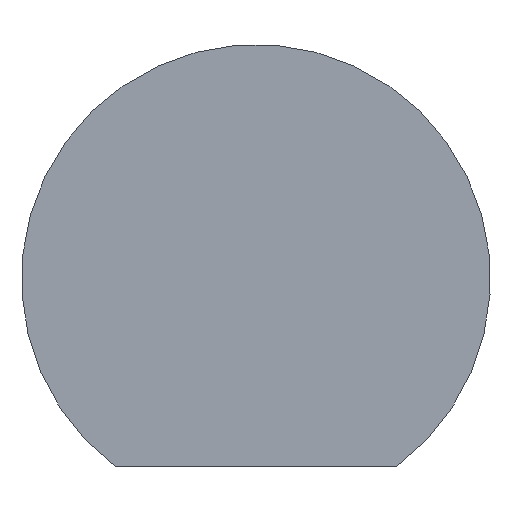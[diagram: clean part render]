
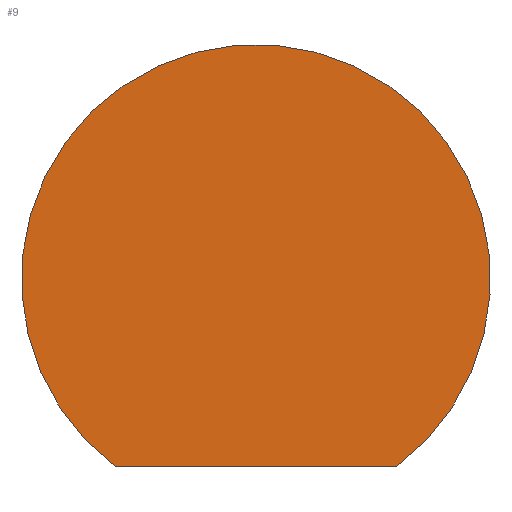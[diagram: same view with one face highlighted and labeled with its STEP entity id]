
A CAD part, front view. The second image highlights one B-rep face of the part: STEP entity #9.
In plain terms, the highlighted planar face has unit normal (0, -1, 0).
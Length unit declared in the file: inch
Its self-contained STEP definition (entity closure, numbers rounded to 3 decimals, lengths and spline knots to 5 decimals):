
#6 = EDGE_CURVE ( 'NONE', #60, #165, #66, .T. ) ;
#8 = FACE_OUTER_BOUND ( 'NONE', #126, .T. ) ;
#9 = ADVANCED_FACE ( 'NONE', ( #8 ), #80, .F. ) ;
#10 = EDGE_CURVE ( 'NONE', #165, #60, #172, .T. ) ;
#14 = DIRECTION ( 'NONE',  ( -1., 0., 0. ) ) ;
#25 = DIRECTION ( 'NONE',  ( 0., 1., 0. ) ) ;
#38 = CARTESIAN_POINT ( 'NONE',  ( -0.075, 0., -0.1 ) ) ;
#60 = VERTEX_POINT ( 'NONE', #164 ) ;
#66 = CIRCLE ( 'NONE', #163, 0.125 ) ;
#76 = ORIENTED_EDGE ( 'NONE', *, *, #10, .F. ) ;
#80 = PLANE ( 'NONE',  #125 ) ;
#82 = ORIENTED_EDGE ( 'NONE', *, *, #6, .F. ) ;
#87 = DIRECTION ( 'NONE',  ( 0., 1., 0. ) ) ;
#105 = DIRECTION ( 'NONE',  ( 0., 0., 1. ) ) ;
#125 = AXIS2_PLACEMENT_3D ( 'NONE', #159, #25, #128 ) ;
#126 = EDGE_LOOP ( 'NONE', ( #82, #76 ) ) ;
#128 = DIRECTION ( 'NONE',  ( 0., 0., 1. ) ) ;
#145 = CARTESIAN_POINT ( 'NONE',  ( 0., 0., 0. ) ) ;
#159 = CARTESIAN_POINT ( 'NONE',  ( 0., 0., 0. ) ) ;
#160 = CARTESIAN_POINT ( 'NONE',  ( 0.075, 0., -0.1 ) ) ;
#163 = AXIS2_PLACEMENT_3D ( 'NONE', #145, #87, #105 ) ;
#164 = CARTESIAN_POINT ( 'NONE',  ( -0.075, 0., -0.1 ) ) ;
#165 = VERTEX_POINT ( 'NONE', #160 ) ;
#167 = VECTOR ( 'NONE', #14, 39.37008 ) ;
#172 = LINE ( 'NONE', #38, #167 ) ;
